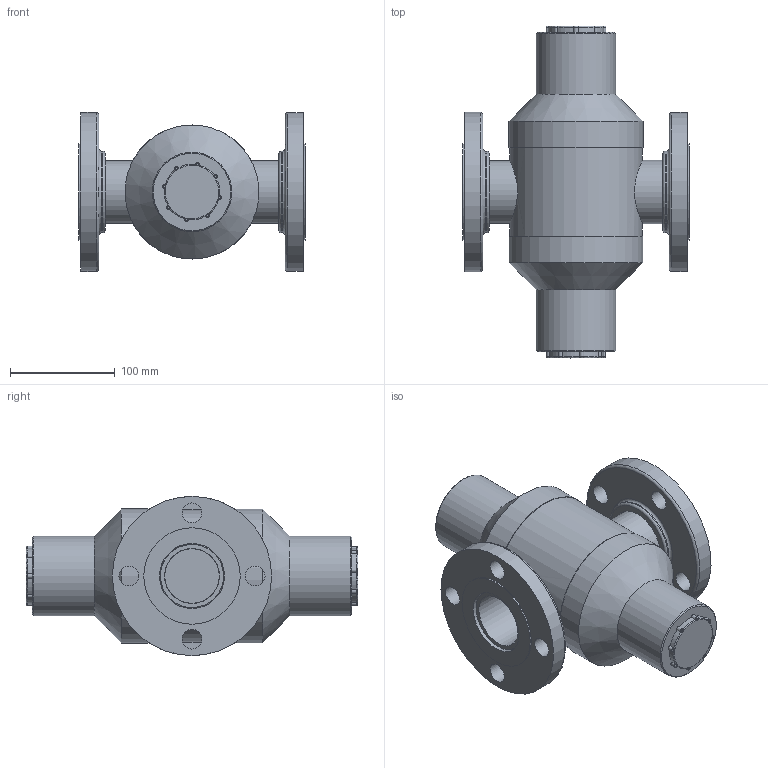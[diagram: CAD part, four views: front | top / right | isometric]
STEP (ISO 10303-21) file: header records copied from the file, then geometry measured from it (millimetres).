
FILE_DESCRIPTION (( 'STEP AP214' ), '1' );
FILE_NAME ('2-1104-3X-150-DUP.STEP', '2019-05-22T08:52:43', ( '' ), ( '' ), 'SwSTEP 2.0', 'SolidWorks 2019', '' );
FILE_SCHEMA (( 'AUTOMOTIVE_DESIGN' ));
Length unit declared in the file: millimetre
Products named in the file (15): 63mm Dust Cap; class_150_flange_nps_2_slip_on_rf; 316 mc body 2 Duplex flanged; 2 flange stub PS-14-1020; PVC Bonnet all size_63mm PVC-304; PVC Bonnet all size; 2-1104-3X-150-DUP
Assembly tree (9 placements, depth 2):
  63mm Dust Cap
  63mm Dust Cap
  2 flange stub PS-14-1020
  316 mc body 2 Duplex flanged
  class_150_flange_nps_2_slip_on_rf
Bounding box: 216 x 317 x 152 mm (x, y, z)
Volume: 3313049 mm3; surface area: 358302.8 mm2
Topology: 9 solids, 9 shells, 173 faces, 374 edges, 237 vertices
Faces by surface type: cylinder 71, plane 42, torus 38, bspline 14, cone 8
Full cylindrical faces by diameter (mm): 19 x8, 41.5 x2, 43.8 x2, 52 x2, 52.502 x2, 60.325 x2, 60.5 x2, 62 x2, 76 x2, 78 x2, 92.1 x2, 95.816 x1, 96.985 x1, 127 x1, 128 x2, 152 x2
Entity records: 8268 total; most frequent: CARTESIAN_POINT 5872, DIRECTION 441, ORIENTED_EDGE 356, AXIS2_PLACEMENT_3D 206, EDGE_CURVE 178, EDGE_LOOP 155, VERTEX_POINT 129, FACE_OUTER_BOUND 125
